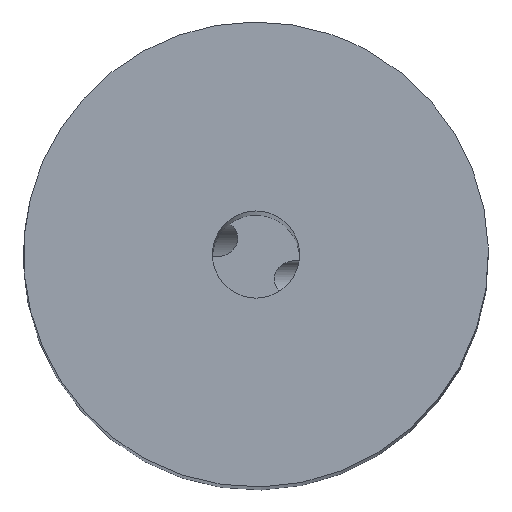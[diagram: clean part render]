
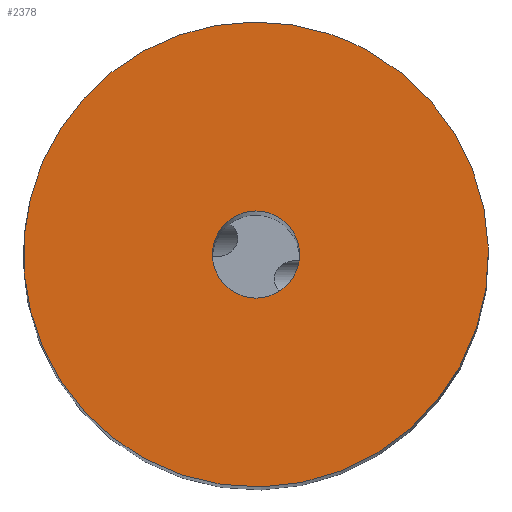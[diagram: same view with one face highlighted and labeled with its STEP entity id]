
A CAD part, top view. The second image highlights one B-rep face of the part: STEP entity #2378.
In plain terms, the highlighted planar face has unit normal (0, 0, 1).
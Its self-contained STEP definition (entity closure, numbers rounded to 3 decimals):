
#2210=CARTESIAN_POINT('',(7.671,14.041,200.));
#2211=VERTEX_POINT('',#2210);
#2218=CARTESIAN_POINT('',(-7.671,-14.041,200.));
#2219=VERTEX_POINT('',#2218);
#2220=CARTESIAN_POINT('',(0.,0.,200.));
#2221=DIRECTION('',(-0.,-0.,-1.));
#2222=DIRECTION('',(1.,0.,-0.));
#2223=AXIS2_PLACEMENT_3D('',#2220,#2221,#2222);
#2224=CIRCLE('',#2223,16.);
#2225=EDGE_CURVE('',#2211,#2219,#2224,.T.);
#2243=CARTESIAN_POINT('',(-7.671,-14.041,200.));
#2244=CARTESIAN_POINT('',(-9.876,-12.836,200.));
#2245=CARTESIAN_POINT('',(-11.845,-11.198,200.));
#2246=CARTESIAN_POINT('',(-13.464,-9.189,200.));
#2247=CARTESIAN_POINT('',(-15.826,-4.644,200.));
#2248=CARTESIAN_POINT('',(-16.294,0.458,200.));
#2249=CARTESIAN_POINT('',(-16.018,3.023,200.));
#2250=CARTESIAN_POINT('',(-14.474,7.907,200.));
#2251=CARTESIAN_POINT('',(-11.198,11.845,200.));
#2252=CARTESIAN_POINT('',(-9.189,13.464,200.));
#2253=CARTESIAN_POINT('',(-4.644,15.826,200.));
#2254=CARTESIAN_POINT('',(0.458,16.294,200.));
#2255=CARTESIAN_POINT('',(3.023,16.018,200.));
#2256=CARTESIAN_POINT('',(5.465,15.246,200.));
#2257=CARTESIAN_POINT('',(7.671,14.041,200.));
#2258=B_SPLINE_CURVE_WITH_KNOTS('',5,(#2243,#2244,#2245,#2246,#2247,#2248,#2249,#2250,#2251,#2252,#2253,#2254,#2255,#2256,#2257),.UNSPECIFIED.,.F.,.F.,(6,3,3,3,6),(-25.133,-12.566,-0.,12.566,25.133),.UNSPECIFIED.);
#2259=EDGE_CURVE('',#2219,#2211,#2258,.T.);
#2317=CARTESIAN_POINT('',(3.,0.,200.));
#2318=VERTEX_POINT('',#2317);
#2325=CARTESIAN_POINT('',(-3.,-0.,200.));
#2326=VERTEX_POINT('',#2325);
#2327=CARTESIAN_POINT('',(0.,0.,200.));
#2328=DIRECTION('',(0.,0.,1.));
#2329=DIRECTION('',(1.,0.,-0.));
#2330=AXIS2_PLACEMENT_3D('',#2327,#2328,#2329);
#2331=CIRCLE('',#2330,3.);
#2332=EDGE_CURVE('',#2318,#2326,#2331,.T.);
#2353=CARTESIAN_POINT('',(0.,0.,200.));
#2354=DIRECTION('',(0.,0.,1.));
#2355=DIRECTION('',(1.,0.,-0.));
#2356=AXIS2_PLACEMENT_3D('',#2353,#2354,#2355);
#2357=CIRCLE('',#2356,3.);
#2358=EDGE_CURVE('',#2326,#2318,#2357,.T.);
#2365=CARTESIAN_POINT('',(0.,-16.,200.));
#2366=DIRECTION('',(-0.,0.,-1.));
#2367=DIRECTION('',(0.,1.,0.));
#2368=AXIS2_PLACEMENT_3D('',#2365,#2366,#2367);
#2369=PLANE('',#2368);
#2370=ORIENTED_EDGE('',*,*,#2259,.F.);
#2371=ORIENTED_EDGE('',*,*,#2225,.F.);
#2372=EDGE_LOOP('',(#2370,#2371));
#2373=FACE_BOUND('',#2372,.T.);
#2374=ORIENTED_EDGE('',*,*,#2358,.F.);
#2375=ORIENTED_EDGE('',*,*,#2332,.F.);
#2376=EDGE_LOOP('',(#2374,#2375));
#2377=FACE_BOUND('',#2376,.T.);
#2378=ADVANCED_FACE('NOCUT',(#2373,#2377),#2369,.F.);
